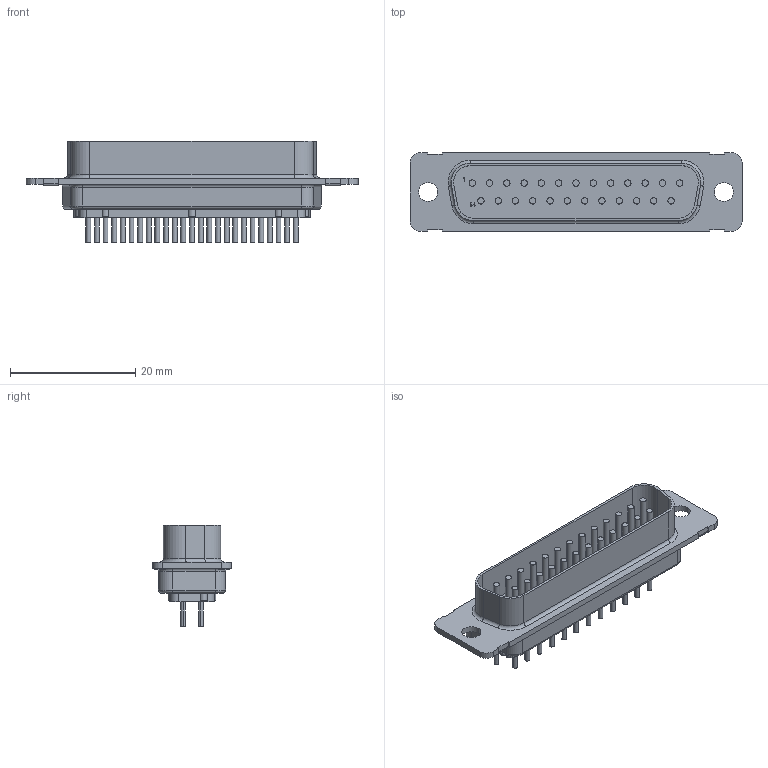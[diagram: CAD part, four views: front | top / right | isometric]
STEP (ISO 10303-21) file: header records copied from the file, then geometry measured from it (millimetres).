
FILE_DESCRIPTION((''),'2;1');
FILE_NAME('C-1757827-3','2015-09-29T',('workeradm'),('Tyco Electronics Ltd.'),'PRO/ENGINEER BY PARAMETRIC TECHNOLOGY CORPORATION, 2014090','PRO/ENGINEER BY PARAMETRIC TECHNOLOGY CORPORATION, 2014090','');
FILE_SCHEMA(('AUTOMOTIVE_DESIGN { 1 0 10303 214 1 1 1 1 }'));
Length unit declared in the file: millimetre
Products named in the file (1): C-1757827-3
Bounding box: 53.04 x 12.55 x 16.14 mm (x, y, z)
Volume: 2919.3 mm3; surface area: 3683.6 mm2
Topology: 1 solids, 1 shells, 316 faces, 736 edges, 480 vertices
Faces by surface type: cylinder 156, plane 148, torus 12
Entity records: 9280 total; most frequent: DIRECTION 1700, CARTESIAN_POINT 1534, ORIENTED_EDGE 1472, EDGE_CURVE 736, AXIS2_PLACEMENT_3D 648, VERTEX_POINT 480, VECTOR 404, LINE 404
